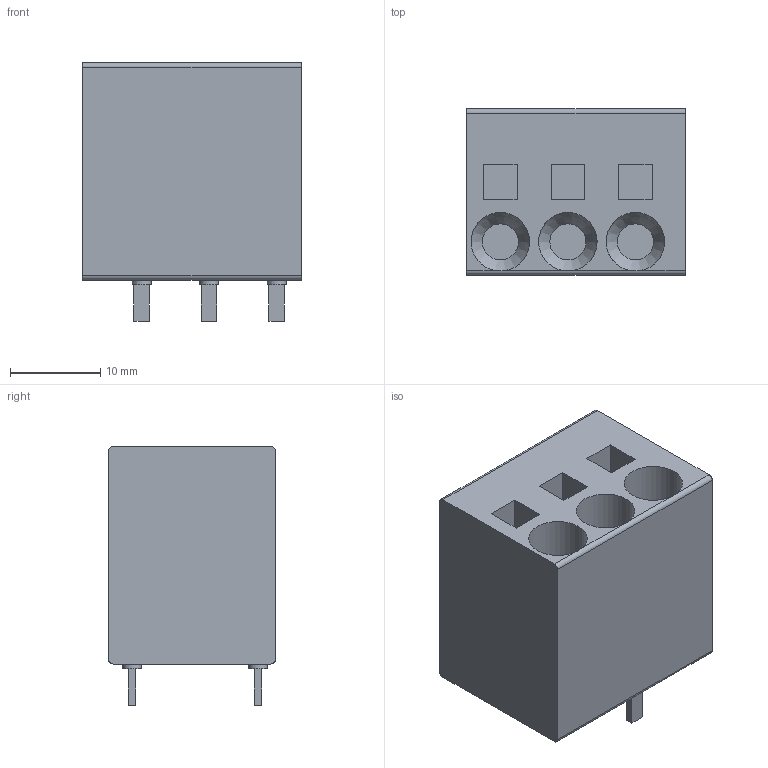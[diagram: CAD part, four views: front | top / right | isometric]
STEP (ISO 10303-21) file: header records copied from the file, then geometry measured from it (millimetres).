
FILE_DESCRIPTION(/* description */ ('model of PhoenixContact_SPT_5_3-V-7.5-ZB_1x03_P7.5mm_Vertical'),/* implementation_level */ '2;1');
FILE_NAME(/* name */ 'PhoenixContact_SPT_5_3-V-7.5-ZB_1x03_P7.5mm_Vertical.step',/* time_stamp */ '2023-01-30T13:58:09',/* author */ ('KiCAD','kicad'),/* organization */ ('OCCT'),/* preprocessor_version */ '',/* originating_system */ 'KiCAD',/* authorisation */ '');
FILE_SCHEMA(('AUTOMOTIVE_DESIGN { 1 0 10303 214 1 1 1 1 }'));
Length unit declared in the file: millimetre
Products named in the file (7): CQ assembly; becca092-a09d-11ed-8f45-a0cec80452fd; becca092-a09d-11ed-8f45-a0cec80452fd_part; becca5a6-a09d-11ed-8f45-a0cec80452fd; becca5a6-a09d-11ed-8f45-a0cec80452fd_part; becca998-a09d-11ed-8f45-a0cec80452fd; becca998-a09d-11ed-8f45-a0cec80452fd_part
Assembly tree (6 placements, depth 4):
  CQ assembly
    becca092-a09d-11ed-8f45-a0cec80452fd
      becca092-a09d-11ed-8f45-a0cec80452fd_part
      becca5a6-a09d-11ed-8f45-a0cec80452fd
        becca5a6-a09d-11ed-8f45-a0cec80452fd_part
      becca998-a09d-11ed-8f45-a0cec80452fd
        becca998-a09d-11ed-8f45-a0cec80452fd_part
Bounding box: 24.3 x 18.5 x 28.75 mm (x, y, z)
Volume: 9910.5 mm3; surface area: 3717 mm2
Topology: 4 solids, 4 shells, 58 faces, 129 edges, 85 vertices
Faces by surface type: plane 45, cylinder 10, cone 3
Full cylindrical faces by diameter (mm): 2.1 x3, 6.5 x3
Entity records: 1766 total; most frequent: CARTESIAN_POINT 312, DIRECTION 282, ORIENTED_EDGE 258, EDGE_CURVE 129, LINE 100, VECTOR 100, AXIS2_PLACEMENT_3D 91, VERTEX_POINT 85
